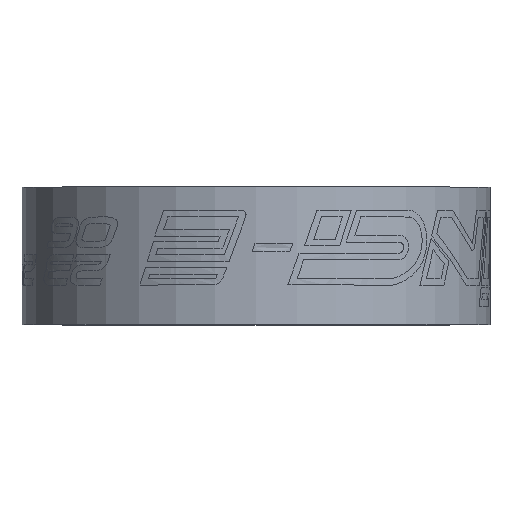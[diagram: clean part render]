
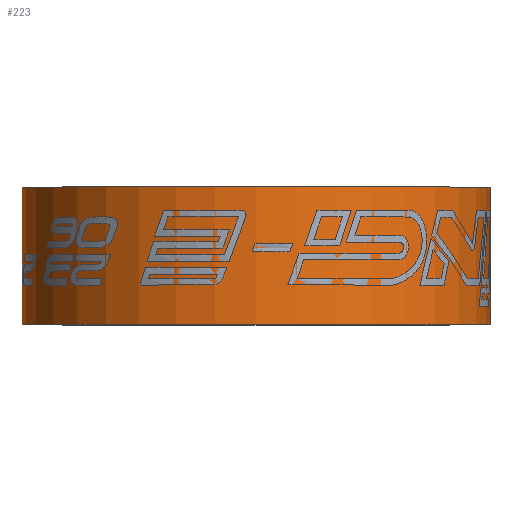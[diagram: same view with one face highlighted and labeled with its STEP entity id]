
A CAD part, top view. The second image highlights one B-rep face of the part: STEP entity #223.
In plain terms, the highlighted cylindrical face has radius 13.95 mm (diameter 27.9 mm), a partial arc.
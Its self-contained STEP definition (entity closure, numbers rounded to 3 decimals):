
#21=CARTESIAN_POINT('',(0.,-4.1,0.));
#22=DIRECTION('',(0.,1.,0.));
#23=DIRECTION('',(-1.,0.,0.));
#24=AXIS2_PLACEMENT_3D('',#21,#22,#23);
#54=DIRECTION('',(0.,1.,0.));
#55=VECTOR('',#54,8.2);
#56=CARTESIAN_POINT('',(-13.95,-4.1,0.));
#57=LINE('',#56,#55);
#61=DIRECTION('',(0.,1.,0.));
#62=VECTOR('',#61,8.2);
#63=CARTESIAN_POINT('',(13.95,-4.1,0.));
#64=LINE('',#63,#62);
#68=CARTESIAN_POINT('',(0.,4.1,0.));
#69=DIRECTION('',(0.,1.,0.));
#70=DIRECTION('',(-1.,0.,0.));
#71=AXIS2_PLACEMENT_3D('',#68,#69,#70);
#160=CARTESIAN_POINT('',(-13.95,-4.1,0.));
#161=CARTESIAN_POINT('',(13.95,-4.1,0.));
#162=VERTEX_POINT('',#160);
#163=VERTEX_POINT('',#161);
#164=CARTESIAN_POINT('',(-13.95,4.1,0.));
#165=CARTESIAN_POINT('',(13.95,4.1,0.));
#166=VERTEX_POINT('',#164);
#167=VERTEX_POINT('',#165);
#209=CARTESIAN_POINT('',(0.,-4.1,0.));
#210=DIRECTION('',(0.,1.,0.));
#211=DIRECTION('',(-1.,0.,0.));
#212=AXIS2_PLACEMENT_3D('',#209,#210,#211);
#213=CYLINDRICAL_SURFACE('',#212,13.95);
#214=ORIENTED_EDGE('',*,*,#189,.F.);
#216=ORIENTED_EDGE('',*,*,#215,.T.);
#218=ORIENTED_EDGE('',*,*,#217,.T.);
#220=ORIENTED_EDGE('',*,*,#219,.F.);
#221=EDGE_LOOP('',(#214,#216,#218,#220));
#222=FACE_OUTER_BOUND('',#221,.F.);
#25=CIRCLE('',#24,13.95);
#72=CIRCLE('',#71,13.95);
#189=EDGE_CURVE('',#162,#163,#25,.T.);
#215=EDGE_CURVE('',#162,#166,#57,.T.);
#217=EDGE_CURVE('',#166,#167,#72,.T.);
#219=EDGE_CURVE('',#163,#167,#64,.T.);
#223=ADVANCED_FACE('',(#222),#213,.T.);
